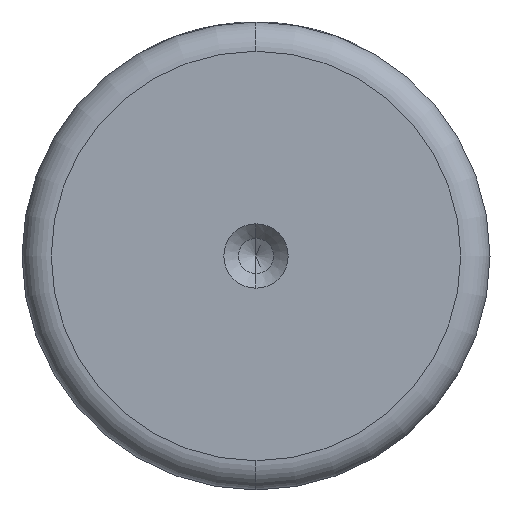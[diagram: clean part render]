
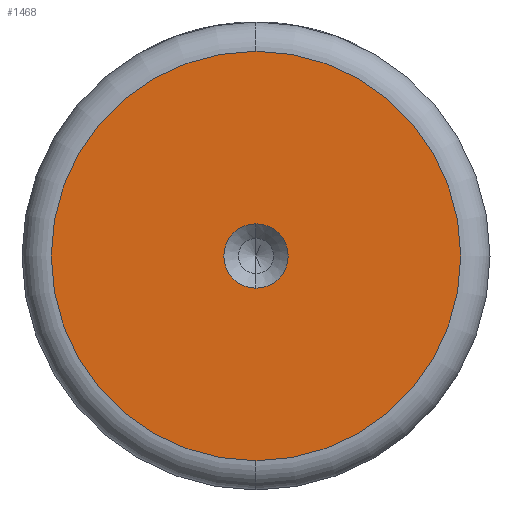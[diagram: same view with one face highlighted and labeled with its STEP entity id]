
A CAD part, left-side view. The second image highlights one B-rep face of the part: STEP entity #1468.
In plain terms, the highlighted planar face has unit normal (-1, 0, 0).
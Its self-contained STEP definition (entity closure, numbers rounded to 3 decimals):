
#3 = DIRECTION ( 'NONE',  ( 0., 0., 1. ) ) ;
#14 = VERTEX_POINT ( 'NONE', #1383 ) ;
#67 = EDGE_CURVE ( 'NONE', #806, #972, #84, .T. ) ;
#84 = CIRCLE ( 'NONE', #995, 3.3 ) ;
#121 = ORIENTED_EDGE ( 'NONE', *, *, #711, .T. ) ;
#141 = CARTESIAN_POINT ( 'NONE',  ( 0., 0., 3.3 ) ) ;
#236 = AXIS2_PLACEMENT_3D ( 'NONE', #1309, #649, #1419 ) ;
#339 = EDGE_CURVE ( 'NONE', #972, #806, #523, .T. ) ;
#370 = CARTESIAN_POINT ( 'NONE',  ( 0., 0., 0. ) ) ;
#397 = EDGE_LOOP ( 'NONE', ( #562, #121 ) ) ;
#414 = CARTESIAN_POINT ( 'NONE',  ( 0., 0., 0. ) ) ;
#492 = EDGE_LOOP ( 'NONE', ( #1353, #577 ) ) ;
#523 = CIRCLE ( 'NONE', #612, 3.3 ) ;
#528 = DIRECTION ( 'NONE',  ( 0., 0., 1. ) ) ;
#538 = CIRCLE ( 'NONE', #1096, 21. ) ;
#562 = ORIENTED_EDGE ( 'NONE', *, *, #782, .T. ) ;
#577 = ORIENTED_EDGE ( 'NONE', *, *, #67, .F. ) ;
#612 = AXIS2_PLACEMENT_3D ( 'NONE', #1319, #661, #1430 ) ;
#649 = DIRECTION ( 'NONE',  ( -1., 0., 0. ) ) ;
#656 = CARTESIAN_POINT ( 'NONE',  ( 0., 0., -3.3 ) ) ;
#661 = DIRECTION ( 'NONE',  ( -1., 0., 0. ) ) ;
#703 = CARTESIAN_POINT ( 'NONE',  ( 0., 0., 21. ) ) ;
#708 = DIRECTION ( 'NONE',  ( -1., 0., 0. ) ) ;
#711 = EDGE_CURVE ( 'NONE', #14, #1466, #538, .T. ) ;
#719 = FACE_OUTER_BOUND ( 'NONE', #397, .T. ) ;
#782 = EDGE_CURVE ( 'NONE', #1466, #14, #1007, .T. ) ;
#806 = VERTEX_POINT ( 'NONE', #656 ) ;
#846 = CARTESIAN_POINT ( 'NONE',  ( 0., 0., 0. ) ) ;
#972 = VERTEX_POINT ( 'NONE', #141 ) ;
#995 = AXIS2_PLACEMENT_3D ( 'NONE', #846, #1030, #1019 ) ;
#1005 = FACE_BOUND ( 'NONE', #492, .T. ) ;
#1007 = CIRCLE ( 'NONE', #236, 21. ) ;
#1019 = DIRECTION ( 'NONE',  ( 0., 0., 1. ) ) ;
#1020 = PLANE ( 'NONE',  #1456 ) ;
#1030 = DIRECTION ( 'NONE',  ( -1., 0., 0. ) ) ;
#1096 = AXIS2_PLACEMENT_3D ( 'NONE', #414, #1186, #528 ) ;
#1186 = DIRECTION ( 'NONE',  ( -1., 0., 0. ) ) ;
#1309 = CARTESIAN_POINT ( 'NONE',  ( 0., 0., 0. ) ) ;
#1319 = CARTESIAN_POINT ( 'NONE',  ( 0., 0., 0. ) ) ;
#1353 = ORIENTED_EDGE ( 'NONE', *, *, #339, .F. ) ;
#1383 = CARTESIAN_POINT ( 'NONE',  ( 0., 0., -21. ) ) ;
#1419 = DIRECTION ( 'NONE',  ( 0., 0., 1. ) ) ;
#1430 = DIRECTION ( 'NONE',  ( 0., 0., 1. ) ) ;
#1456 = AXIS2_PLACEMENT_3D ( 'NONE', #370, #708, #3 ) ;
#1466 = VERTEX_POINT ( 'NONE', #703 ) ;
#1468 = ADVANCED_FACE ( 'NONE', ( #1005, #719 ), #1020, .T. ) ;
